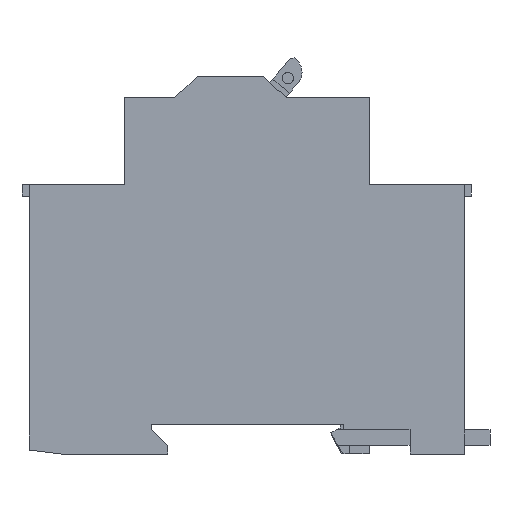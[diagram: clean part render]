
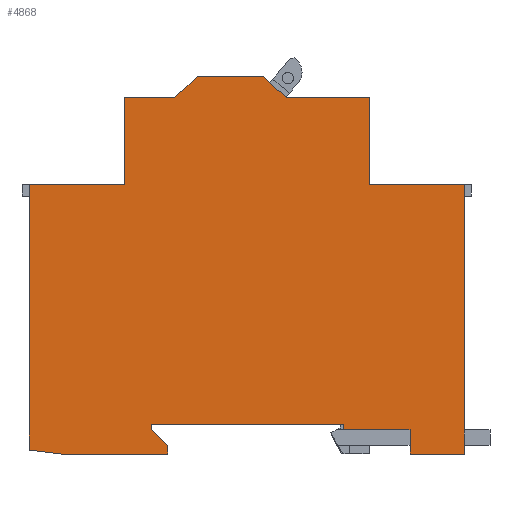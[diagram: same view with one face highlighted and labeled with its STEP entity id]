
A CAD part, left-side view. The second image highlights one B-rep face of the part: STEP entity #4868.
In plain terms, the highlighted planar face has unit normal (-1, 0, 0).
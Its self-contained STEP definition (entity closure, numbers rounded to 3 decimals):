
#76=PLANE('',#5175);
#340=LINE('',#7021,#955);
#342=LINE('',#7025,#957);
#344=LINE('',#7029,#959);
#405=LINE('',#7151,#1020);
#426=LINE('',#7195,#1041);
#454=LINE('',#7256,#1069);
#456=LINE('',#7260,#1071);
#482=LINE('',#7310,#1097);
#485=LINE('',#7316,#1100);
#488=LINE('',#7326,#1103);
#496=LINE('',#7339,#1111);
#502=LINE('',#7350,#1117);
#511=LINE('',#7370,#1126);
#514=LINE('',#7376,#1129);
#517=LINE('',#7382,#1132);
#520=LINE('',#7388,#1135);
#523=LINE('',#7394,#1138);
#526=LINE('',#7400,#1141);
#528=LINE('',#7407,#1143);
#537=LINE('',#7423,#1152);
#542=LINE('',#7431,#1157);
#955=VECTOR('',#5619,1000.);
#957=VECTOR('',#5623,1000.);
#959=VECTOR('',#5627,1000.);
#1020=VECTOR('',#5728,1000.);
#1041=VECTOR('',#5751,1000.);
#1069=VECTOR('',#5787,1000.);
#1071=VECTOR('',#5791,1000.);
#1097=VECTOR('',#5825,1000.);
#1100=VECTOR('',#5830,1000.);
#1103=VECTOR('',#5839,1000.);
#1111=VECTOR('',#5849,1000.);
#1117=VECTOR('',#5857,1000.);
#1126=VECTOR('',#5876,1000.);
#1129=VECTOR('',#5881,1000.);
#1132=VECTOR('',#5886,1000.);
#1135=VECTOR('',#5891,1000.);
#1138=VECTOR('',#5896,1000.);
#1141=VECTOR('',#5901,1000.);
#1143=VECTOR('',#5909,1000.);
#1152=VECTOR('',#5920,1000.);
#1157=VECTOR('',#5927,1000.);
#1941=ORIENTED_EDGE('',*,*,#3010,.F.);
#1942=ORIENTED_EDGE('',*,*,#3220,.F.);
#1943=ORIENTED_EDGE('',*,*,#3215,.F.);
#1944=ORIENTED_EDGE('',*,*,#3206,.F.);
#1945=ORIENTED_EDGE('',*,*,#3096,.F.);
#1946=ORIENTED_EDGE('',*,*,#3202,.F.);
#1947=ORIENTED_EDGE('',*,*,#3199,.F.);
#1948=ORIENTED_EDGE('',*,*,#3196,.F.);
#1949=ORIENTED_EDGE('',*,*,#3193,.F.);
#1950=ORIENTED_EDGE('',*,*,#3190,.F.);
#1951=ORIENTED_EDGE('',*,*,#3187,.F.);
#1952=ORIENTED_EDGE('',*,*,#3126,.F.);
#1953=ORIENTED_EDGE('',*,*,#3123,.F.);
#1954=ORIENTED_EDGE('',*,*,#3176,.F.);
#1955=ORIENTED_EDGE('',*,*,#3128,.F.);
#1956=ORIENTED_EDGE('',*,*,#3170,.F.);
#1957=ORIENTED_EDGE('',*,*,#3075,.F.);
#1958=ORIENTED_EDGE('',*,*,#3162,.F.);
#1959=ORIENTED_EDGE('',*,*,#3157,.F.);
#1960=ORIENTED_EDGE('',*,*,#3154,.F.);
#1961=ORIENTED_EDGE('',*,*,#3014,.F.);
#1962=ORIENTED_EDGE('',*,*,#3012,.F.);
#3010=EDGE_CURVE('',#3696,#3697,#340,.T.);
#3012=EDGE_CURVE('',#3697,#3698,#342,.T.);
#3014=EDGE_CURVE('',#3698,#3699,#344,.T.);
#3075=EDGE_CURVE('',#3740,#3741,#405,.T.);
#3096=EDGE_CURVE('',#3761,#3762,#426,.T.);
#3123=EDGE_CURVE('',#3788,#3789,#4087,.T.);
#3126=EDGE_CURVE('',#3789,#3791,#454,.T.);
#3128=EDGE_CURVE('',#3792,#3793,#456,.T.);
#3154=EDGE_CURVE('',#3699,#3812,#482,.T.);
#3157=EDGE_CURVE('',#3812,#3814,#485,.T.);
#3162=EDGE_CURVE('',#3814,#3740,#488,.T.);
#3170=EDGE_CURVE('',#3741,#3792,#496,.T.);
#3176=EDGE_CURVE('',#3793,#3788,#502,.T.);
#3187=EDGE_CURVE('',#3791,#3832,#511,.T.);
#3190=EDGE_CURVE('',#3832,#3834,#514,.T.);
#3193=EDGE_CURVE('',#3834,#3836,#517,.T.);
#3196=EDGE_CURVE('',#3836,#3838,#520,.T.);
#3199=EDGE_CURVE('',#3838,#3840,#523,.T.);
#3202=EDGE_CURVE('',#3840,#3761,#526,.T.);
#3206=EDGE_CURVE('',#3762,#3844,#528,.T.);
#3215=EDGE_CURVE('',#3844,#3850,#537,.T.);
#3220=EDGE_CURVE('',#3850,#3696,#542,.T.);
#3696=VERTEX_POINT('',#7020);
#3697=VERTEX_POINT('',#7022);
#3698=VERTEX_POINT('',#7026);
#3699=VERTEX_POINT('',#7030);
#3740=VERTEX_POINT('',#7152);
#3741=VERTEX_POINT('',#7153);
#3761=VERTEX_POINT('',#7194);
#3762=VERTEX_POINT('',#7196);
#3788=VERTEX_POINT('',#7249);
#3789=VERTEX_POINT('',#7251);
#3791=VERTEX_POINT('',#7257);
#3792=VERTEX_POINT('',#7261);
#3793=VERTEX_POINT('',#7262);
#3812=VERTEX_POINT('',#7311);
#3814=VERTEX_POINT('',#7317);
#3832=VERTEX_POINT('',#7371);
#3834=VERTEX_POINT('',#7377);
#3836=VERTEX_POINT('',#7383);
#3838=VERTEX_POINT('',#7389);
#3840=VERTEX_POINT('',#7395);
#3844=VERTEX_POINT('',#7408);
#3850=VERTEX_POINT('',#7424);
#4087=CIRCLE('',#5146,0.3);
#4240=EDGE_LOOP('',(#1941,#1942,#1943,#1944,#1945,#1946,#1947,#1948,#1949,
#1950,#1951,#1952,#1953,#1954,#1955,#1956,#1957,#1958,#1959,#1960,#1961,
#1962));
#4541=FACE_BOUND('',#4240,.T.);
#4868=ADVANCED_FACE('',(#4541),#76,.F.);
#5146=AXIS2_PLACEMENT_3D('',#7250,#5781,#5782);
#5175=AXIS2_PLACEMENT_3D('',#7434,#5931,#5932);
#5619=DIRECTION('',(0.,-0.737,0.676));
#5623=DIRECTION('',(0.,-1.,0.));
#5627=DIRECTION('',(0.,-0.737,-0.676));
#5728=DIRECTION('',(0.,0.,-1.));
#5751=DIRECTION('',(0.,0.,1.));
#5781=DIRECTION('',(1.,0.,0.));
#5782=DIRECTION('',(0.,0.,-1.));
#5787=DIRECTION('',(0.,0.,1.));
#5791=DIRECTION('',(0.,0.,1.));
#5825=DIRECTION('',(0.,-1.,0.));
#5830=DIRECTION('',(0.,0.,-1.));
#5839=DIRECTION('',(0.,-1.,0.));
#5849=DIRECTION('',(0.,1.,0.));
#5857=DIRECTION('',(0.,1.,0.));
#5876=DIRECTION('',(0.,1.,0.));
#5881=DIRECTION('',(0.,0.,-1.));
#5886=DIRECTION('',(0.,-0.707,-0.707));
#5891=DIRECTION('',(0.,0.,-1.));
#5896=DIRECTION('',(0.,1.,0.));
#5901=DIRECTION('',(0.,0.993,0.122));
#5909=DIRECTION('',(0.,-1.,0.));
#5920=DIRECTION('',(0.,0.,1.));
#5927=DIRECTION('',(0.,-1.,0.));
#5931=DIRECTION('',(1.,0.,0.));
#5932=DIRECTION('',(0.,0.,-1.));
#7020=CARTESIAN_POINT('',(0.,53.247,65.5));
#7021=CARTESIAN_POINT('',(0.,53.247,65.5));
#7022=CARTESIAN_POINT('',(0.,49.1,69.3));
#7025=CARTESIAN_POINT('',(0.,49.1,69.3));
#7026=CARTESIAN_POINT('',(0.,36.9,69.3));
#7029=CARTESIAN_POINT('',(0.,36.9,69.3));
#7030=CARTESIAN_POINT('',(0.,32.753,65.5));
#7151=CARTESIAN_POINT('',(0.,0.,49.5));
#7152=CARTESIAN_POINT('',(0.,0.,49.5));
#7153=CARTESIAN_POINT('',(0.,0.,0.));
#7194=CARTESIAN_POINT('',(0.,80.,0.737));
#7195=CARTESIAN_POINT('',(0.,80.,0.737));
#7196=CARTESIAN_POINT('',(0.,80.,49.5));
#7249=CARTESIAN_POINT('',(0.,21.9,4.5));
#7250=CARTESIAN_POINT('',(0.,21.9,4.8));
#7251=CARTESIAN_POINT('',(0.,22.2,4.8));
#7256=CARTESIAN_POINT('',(0.,22.2,4.8));
#7257=CARTESIAN_POINT('',(0.,22.2,5.5));
#7260=CARTESIAN_POINT('',(0.,10.,0.));
#7261=CARTESIAN_POINT('',(0.,10.,0.));
#7262=CARTESIAN_POINT('',(0.,10.,4.5));
#7310=CARTESIAN_POINT('',(0.,32.753,65.5));
#7311=CARTESIAN_POINT('',(0.,17.5,65.5));
#7316=CARTESIAN_POINT('',(0.,17.5,65.5));
#7317=CARTESIAN_POINT('',(0.,17.5,49.5));
#7326=CARTESIAN_POINT('',(0.,17.5,49.5));
#7339=CARTESIAN_POINT('',(0.,0.,0.));
#7350=CARTESIAN_POINT('',(0.,10.,4.5));
#7370=CARTESIAN_POINT('',(0.,22.2,5.5));
#7371=CARTESIAN_POINT('',(0.,57.5,5.5));
#7376=CARTESIAN_POINT('',(0.,57.5,5.5));
#7377=CARTESIAN_POINT('',(0.,57.5,4.5));
#7382=CARTESIAN_POINT('',(0.,57.5,4.5));
#7383=CARTESIAN_POINT('',(0.,54.5,1.5));
#7388=CARTESIAN_POINT('',(0.,54.5,1.5));
#7389=CARTESIAN_POINT('',(0.,54.5,0.));
#7394=CARTESIAN_POINT('',(0.,54.5,0.));
#7395=CARTESIAN_POINT('',(0.,74.,0.));
#7400=CARTESIAN_POINT('',(0.,74.,0.));
#7407=CARTESIAN_POINT('',(0.,80.,49.5));
#7408=CARTESIAN_POINT('',(0.,62.5,49.5));
#7423=CARTESIAN_POINT('',(0.,62.5,49.5));
#7424=CARTESIAN_POINT('',(0.,62.5,65.5));
#7431=CARTESIAN_POINT('',(0.,62.5,65.5));
#7434=CARTESIAN_POINT('',(0.,21.9,4.8));
